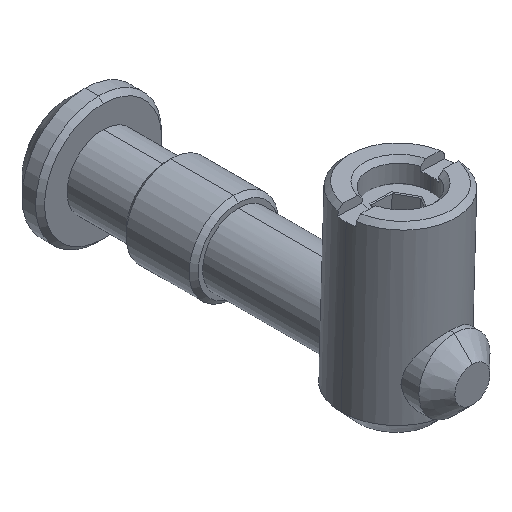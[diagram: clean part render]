
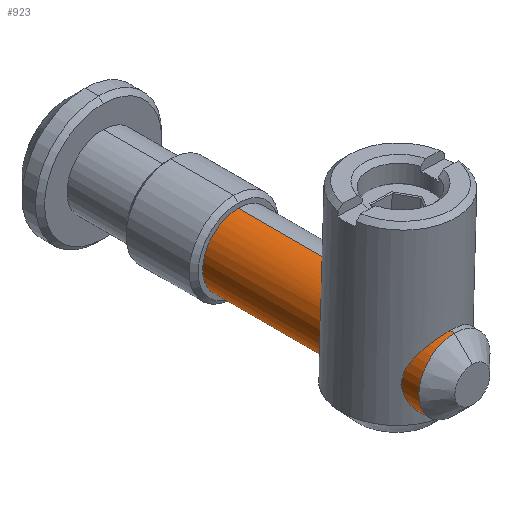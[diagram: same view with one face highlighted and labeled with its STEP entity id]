
A CAD part, isometric view. The second image highlights one B-rep face of the part: STEP entity #923.
In plain terms, the highlighted cylindrical face has radius 3.95 mm (diameter 7.9 mm), a partial arc.
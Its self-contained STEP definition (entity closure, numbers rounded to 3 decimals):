
#5 = DIRECTION ( 'NONE',  ( 0., -1., 0. ) ) ;
#38 = CARTESIAN_POINT ( 'NONE',  ( -9.595, -1.351, 17.94 ) ) ;
#46 = VECTOR ( 'NONE', #464, 1000. ) ;
#120 = B_SPLINE_CURVE_WITH_KNOTS ( 'NONE', 3,
 ( #2425, #2240, #2012, #1644, #1843, #38, #2454, #460, #618, #1472, #2485, #210, #2026, #225, #240, #447, #662, #1015, #1818, #1631, #1029, #1446 ),
 .UNSPECIFIED., .F., .F.,
 ( 4, 2, 2, 2, 2, 2, 2, 2, 2, 2, 4 ),
 ( 0., 0., 0.001, 0.001, 0.002, 0.003, 0.003, 0.004, 0.005, 0.006, 0.007 ),
 .UNSPECIFIED. ) ;
#126 = LINE ( 'NONE', #2342, #1159 ) ;
#202 = CARTESIAN_POINT ( 'NONE',  ( -11.886, 3.675, 16.353 ) ) ;
#210 = CARTESIAN_POINT ( 'NONE',  ( -10.895, -0.217, 17.353 ) ) ;
#217 = CARTESIAN_POINT ( 'NONE',  ( -8.925, 8.326, 18.048 ) ) ;
#225 = CARTESIAN_POINT ( 'NONE',  ( -11.286, 0.467, 17.042 ) ) ;
#240 = CARTESIAN_POINT ( 'NONE',  ( -11.391, 0.708, 16.941 ) ) ;
#260 = CIRCLE ( 'NONE', #1813, 3.95 ) ;
#311 = VERTEX_POINT ( 'NONE', #630 ) ;
#338 = EDGE_CURVE ( 'NONE', #1774, #311, #120, .T. ) ;
#351 = ORIENTED_EDGE ( 'NONE', *, *, #2477, .T. ) ;
#371 = ORIENTED_EDGE ( 'NONE', *, *, #1419, .F. ) ;
#380 = VERTEX_POINT ( 'NONE', #518 ) ;
#423 = CARTESIAN_POINT ( 'NONE',  ( -11.412, 6.078, 16.937 ) ) ;
#447 = CARTESIAN_POINT ( 'NONE',  ( -11.572, 1.208, 16.753 ) ) ;
#460 = CARTESIAN_POINT ( 'NONE',  ( -9.954, -1.152, 17.832 ) ) ;
#464 = DIRECTION ( 'NONE',  ( 0., 1., 0. ) ) ;
#465 = CARTESIAN_POINT ( 'NONE',  ( -8.639, -1.56, 18.056 ) ) ;
#518 = CARTESIAN_POINT ( 'NONE',  ( -8.639, 18.59, 10.156 ) ) ;
#576 = VERTEX_POINT ( 'NONE', #2251 ) ;
#618 = CARTESIAN_POINT ( 'NONE',  ( -10.067, -1.073, 17.79 ) ) ;
#622 = CARTESIAN_POINT ( 'NONE',  ( -8.639, 18.59, 14.106 ) ) ;
#630 = CARTESIAN_POINT ( 'NONE',  ( -11.886, 3.39, 16.353 ) ) ;
#635 = CARTESIAN_POINT ( 'NONE',  ( -8.639, 37.59, 18.056 ) ) ;
#651 = CARTESIAN_POINT ( 'NONE',  ( -11.038, 6.774, 17.247 ) ) ;
#662 = CARTESIAN_POINT ( 'NONE',  ( -11.648, 1.47, 16.666 ) ) ;
#666 = DIRECTION ( 'NONE',  ( 0., 1., 0. ) ) ;
#667 = CARTESIAN_POINT ( 'NONE',  ( -9.203, 8.272, 18.018 ) ) ;
#711 = FACE_OUTER_BOUND ( 'NONE', #1515, .T. ) ;
#724 = DIRECTION ( 'NONE',  ( 0., 1., 0. ) ) ;
#849 = CARTESIAN_POINT ( 'NONE',  ( -10.895, 6.997, 17.353 ) ) ;
#883 = DIRECTION ( 'NONE',  ( 0., 1., 0. ) ) ;
#890 = VERTEX_POINT ( 'NONE', #1508 ) ;
#923 = ADVANCED_FACE ( 'NONE', ( #711 ), #1294, .T. ) ;
#948 = VERTEX_POINT ( 'NONE', #1103 ) ;
#975 = ORIENTED_EDGE ( 'NONE', *, *, #2553, .T. ) ;
#1015 = CARTESIAN_POINT ( 'NONE',  ( -11.767, 1.999, 16.519 ) ) ;
#1019 = CARTESIAN_POINT ( 'NONE',  ( -8.639, 8.34, 18.056 ) ) ;
#1029 = CARTESIAN_POINT ( 'NONE',  ( -11.886, 3.105, 16.353 ) ) ;
#1103 = CARTESIAN_POINT ( 'NONE',  ( -8.639, -5.41, 10.156 ) ) ;
#1159 = VECTOR ( 'NONE', #2541, 1000. ) ;
#1240 = CARTESIAN_POINT ( 'NONE',  ( -10.067, 7.853, 17.79 ) ) ;
#1247 = EDGE_CURVE ( 'NONE', #1945, #380, #260, .T. ) ;
#1257 = CARTESIAN_POINT ( 'NONE',  ( -8.639, -5.41, 14.106 ) ) ;
#1283 = AXIS2_PLACEMENT_3D ( 'NONE', #1257, #883, #1883 ) ;
#1294 = CYLINDRICAL_SURFACE ( 'NONE', #2136, 3.95 ) ;
#1348 = B_SPLINE_CURVE_WITH_KNOTS ( 'NONE', 3,
 ( #1897, #202, #1438, #2277, #1452, #2261, #423, #651, #849, #1652, #2246, #1240, #2476, #2445, #2458, #1667, #667, #217, #2219, #1019 ),
 .UNSPECIFIED., .F., .F.,
 ( 4, 2, 2, 2, 2, 2, 2, 2, 2, 4 ),
 ( 0.007, 0.008, 0.008, 0.01, 0.011, 0.012, 0.012, 0.013, 0.013, 0.014 ),
 .UNSPECIFIED. ) ;
#1375 = EDGE_CURVE ( 'NONE', #576, #1945, #2307, .T. ) ;
#1419 = EDGE_CURVE ( 'NONE', #948, #380, #1437, .T. ) ;
#1437 = LINE ( 'NONE', #2109, #46 ) ;
#1438 = CARTESIAN_POINT ( 'NONE',  ( -11.871, 3.955, 16.376 ) ) ;
#1446 = CARTESIAN_POINT ( 'NONE',  ( -11.886, 3.39, 16.353 ) ) ;
#1452 = CARTESIAN_POINT ( 'NONE',  ( -11.767, 4.782, 16.519 ) ) ;
#1472 = CARTESIAN_POINT ( 'NONE',  ( -10.383, -0.821, 17.657 ) ) ;
#1508 = CARTESIAN_POINT ( 'NONE',  ( -8.639, -5.41, 18.056 ) ) ;
#1515 = EDGE_LOOP ( 'NONE', ( #371, #351, #2121, #2259, #975, #1918, #1642 ) ) ;
#1534 = DIRECTION ( 'NONE',  ( 0., 0., 1. ) ) ;
#1631 = CARTESIAN_POINT ( 'NONE',  ( -11.871, 2.821, 16.376 ) ) ;
#1642 = ORIENTED_EDGE ( 'NONE', *, *, #1247, .T. ) ;
#1644 = CARTESIAN_POINT ( 'NONE',  ( -9.198, -1.492, 18.018 ) ) ;
#1652 = CARTESIAN_POINT ( 'NONE',  ( -10.569, 7.409, 17.557 ) ) ;
#1667 = CARTESIAN_POINT ( 'NONE',  ( -9.336, 8.232, 17.996 ) ) ;
#1774 = VERTEX_POINT ( 'NONE', #465 ) ;
#1813 = AXIS2_PLACEMENT_3D ( 'NONE', #622, #5, #2230 ) ;
#1818 = CARTESIAN_POINT ( 'NONE',  ( -11.811, 2.269, 16.459 ) ) ;
#1843 = CARTESIAN_POINT ( 'NONE',  ( -9.334, -1.453, 17.996 ) ) ;
#1854 = VECTOR ( 'NONE', #666, 1000. ) ;
#1883 = DIRECTION ( 'NONE',  ( 0., 0., 1. ) ) ;
#1897 = CARTESIAN_POINT ( 'NONE',  ( -11.886, 3.39, 16.353 ) ) ;
#1918 = ORIENTED_EDGE ( 'NONE', *, *, #1375, .T. ) ;
#1945 = VERTEX_POINT ( 'NONE', #2214 ) ;
#2012 = CARTESIAN_POINT ( 'NONE',  ( -8.923, -1.546, 18.048 ) ) ;
#2026 = CARTESIAN_POINT ( 'NONE',  ( -11.038, 0.006, 17.247 ) ) ;
#2109 = CARTESIAN_POINT ( 'NONE',  ( -8.639, 37.59, 10.156 ) ) ;
#2121 = ORIENTED_EDGE ( 'NONE', *, *, #2244, .T. ) ;
#2136 = AXIS2_PLACEMENT_3D ( 'NONE', #2546, #724, #1534 ) ;
#2214 = CARTESIAN_POINT ( 'NONE',  ( -8.639, 18.59, 18.056 ) ) ;
#2219 = CARTESIAN_POINT ( 'NONE',  ( -8.782, 8.34, 18.056 ) ) ;
#2230 = DIRECTION ( 'NONE',  ( 0., 0., 1. ) ) ;
#2240 = CARTESIAN_POINT ( 'NONE',  ( -8.782, -1.56, 18.056 ) ) ;
#2244 = EDGE_CURVE ( 'NONE', #890, #1774, #126, .T. ) ;
#2246 = CARTESIAN_POINT ( 'NONE',  ( -10.382, 7.602, 17.657 ) ) ;
#2251 = CARTESIAN_POINT ( 'NONE',  ( -8.639, 8.34, 18.056 ) ) ;
#2259 = ORIENTED_EDGE ( 'NONE', *, *, #338, .T. ) ;
#2261 = CARTESIAN_POINT ( 'NONE',  ( -11.587, 5.583, 16.741 ) ) ;
#2277 = CARTESIAN_POINT ( 'NONE',  ( -11.812, 4.508, 16.459 ) ) ;
#2307 = LINE ( 'NONE', #635, #1854 ) ;
#2342 = CARTESIAN_POINT ( 'NONE',  ( -8.639, 37.59, 18.056 ) ) ;
#2380 = CIRCLE ( 'NONE', #1283, 3.95 ) ;
#2425 = CARTESIAN_POINT ( 'NONE',  ( -8.639, -1.56, 18.056 ) ) ;
#2445 = CARTESIAN_POINT ( 'NONE',  ( -9.721, 8.069, 17.906 ) ) ;
#2454 = CARTESIAN_POINT ( 'NONE',  ( -9.718, -1.29, 17.907 ) ) ;
#2458 = CARTESIAN_POINT ( 'NONE',  ( -9.596, 8.131, 17.94 ) ) ;
#2476 = CARTESIAN_POINT ( 'NONE',  ( -9.956, 7.931, 17.831 ) ) ;
#2477 = EDGE_CURVE ( 'NONE', #948, #890, #2380, .T. ) ;
#2485 = CARTESIAN_POINT ( 'NONE',  ( -10.567, -0.631, 17.558 ) ) ;
#2541 = DIRECTION ( 'NONE',  ( 0., 1., 0. ) ) ;
#2546 = CARTESIAN_POINT ( 'NONE',  ( -8.639, 37.59, 14.106 ) ) ;
#2553 = EDGE_CURVE ( 'NONE', #311, #576, #1348, .T. ) ;
